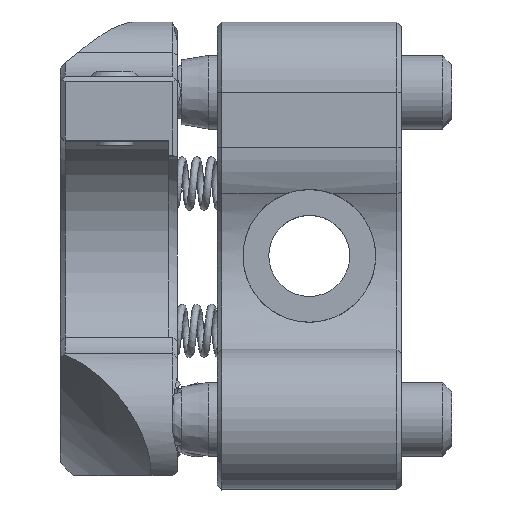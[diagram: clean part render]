
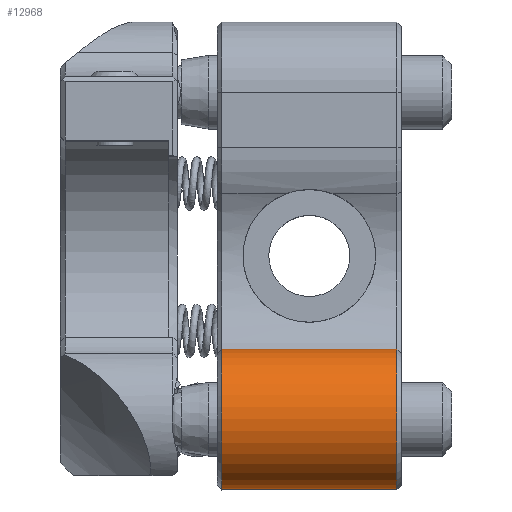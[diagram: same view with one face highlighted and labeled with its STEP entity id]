
A CAD part, top view. The second image highlights one B-rep face of the part: STEP entity #12968.
In plain terms, the highlighted cylindrical face has radius 3.81 mm (diameter 7.62 mm), a partial arc.
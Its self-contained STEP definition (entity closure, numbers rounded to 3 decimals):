
#962 = EDGE_CURVE ( 'NONE', #29819, #66079, #12621, .T. ) ;
#1798 = DIRECTION ( 'NONE',  ( -1., 0., 0. ) ) ;
#3490 = EDGE_CURVE ( 'NONE', #29819, #24518, #8908, .T. ) ;
#3623 = ORIENTED_EDGE ( 'NONE', *, *, #29721, .T. ) ;
#5131 = AXIS2_PLACEMENT_3D ( 'NONE', #6515, #46488, #51190 ) ;
#6515 = CARTESIAN_POINT ( 'NONE',  ( 5., -8.89, 8.89 ) ) ;
#8358 = AXIS2_PLACEMENT_3D ( 'NONE', #57872, #1798, #63903 ) ;
#8908 = LINE ( 'NONE', #14607, #46548 ) ;
#11046 = CIRCLE ( 'NONE', #36782, 3.81 ) ;
#12621 = CIRCLE ( 'NONE', #8358, 3.81 ) ;
#12639 = EDGE_LOOP ( 'NONE', ( #13199, #16850, #3623, #43263 ) ) ;
#12968 = ADVANCED_FACE ( 'NONE', ( #26018 ), #56891, .T. ) ;
#13199 = ORIENTED_EDGE ( 'NONE', *, *, #3490, .T. ) ;
#14607 = CARTESIAN_POINT ( 'NONE',  ( 5., -12.7, 8.89 ) ) ;
#15814 = CARTESIAN_POINT ( 'NONE',  ( -4.75, -12.7, 8.89 ) ) ;
#16850 = ORIENTED_EDGE ( 'NONE', *, *, #30173, .T. ) ;
#19116 = CARTESIAN_POINT ( 'NONE',  ( 4.75, -12.7, 8.89 ) ) ;
#20189 = DIRECTION ( 'NONE',  ( -1., 0., 0. ) ) ;
#20631 = VECTOR ( 'NONE', #39675, 1000. ) ;
#24518 = VERTEX_POINT ( 'NONE', #19116 ) ;
#25235 = DIRECTION ( 'NONE',  ( 0., 0., 1. ) ) ;
#26018 = FACE_OUTER_BOUND ( 'NONE', #12639, .T. ) ;
#28617 = CARTESIAN_POINT ( 'NONE',  ( -5., -5.08, 8.89 ) ) ;
#29721 = EDGE_CURVE ( 'NONE', #63227, #66079, #54465, .T. ) ;
#29819 = VERTEX_POINT ( 'NONE', #15814 ) ;
#30173 = EDGE_CURVE ( 'NONE', #24518, #63227, #11046, .T. ) ;
#36782 = AXIS2_PLACEMENT_3D ( 'NONE', #56769, #20189, #25235 ) ;
#39675 = DIRECTION ( 'NONE',  ( -1., 0., 0. ) ) ;
#43263 = ORIENTED_EDGE ( 'NONE', *, *, #962, .F. ) ;
#46488 = DIRECTION ( 'NONE',  ( -1., 0., 0. ) ) ;
#46548 = VECTOR ( 'NONE', #65304, 1000. ) ;
#51190 = DIRECTION ( 'NONE',  ( 0., 0., 1. ) ) ;
#54465 = LINE ( 'NONE', #28617, #20631 ) ;
#56769 = CARTESIAN_POINT ( 'NONE',  ( 4.75, -8.89, 8.89 ) ) ;
#56891 = CYLINDRICAL_SURFACE ( 'NONE', #5131, 3.81 ) ;
#57138 = CARTESIAN_POINT ( 'NONE',  ( -4.75, -5.08, 8.89 ) ) ;
#57474 = CARTESIAN_POINT ( 'NONE',  ( 4.75, -5.08, 8.89 ) ) ;
#57872 = CARTESIAN_POINT ( 'NONE',  ( -4.75, -8.89, 8.89 ) ) ;
#63227 = VERTEX_POINT ( 'NONE', #57474 ) ;
#63903 = DIRECTION ( 'NONE',  ( 0., 0., -1. ) ) ;
#65304 = DIRECTION ( 'NONE',  ( 1., 0., 0. ) ) ;
#66079 = VERTEX_POINT ( 'NONE', #57138 ) ;
